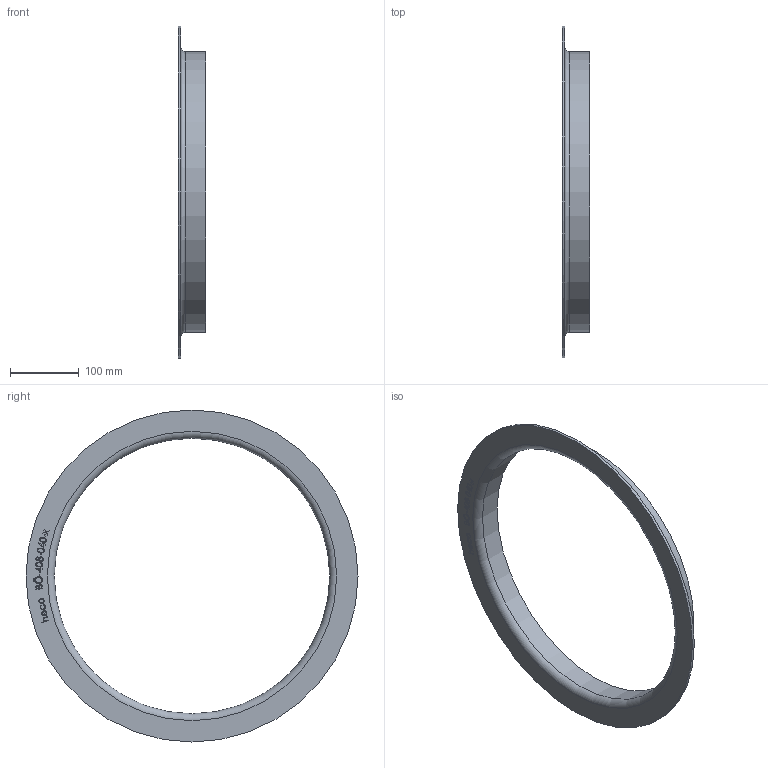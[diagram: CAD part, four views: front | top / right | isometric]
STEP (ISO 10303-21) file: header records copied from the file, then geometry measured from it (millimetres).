
FILE_DESCRIPTION (( 'STEP AP214' ), '1' );
FILE_NAME ('BÖ-408-040-x Vorschweissbördel 2012.STEP', '2020-12-07T10:57:10', ( '' ), ( '' ), 'SwSTEP 2.0', 'SolidWorks 2019', '' );
FILE_SCHEMA (( 'AUTOMOTIVE_DESIGN' ));
Length unit declared in the file: millimetre
Products named in the file (1): BÖ-408-040-x Vorschweissbördel 2012
Bounding box: 40 x 482 x 482 mm (x, y, z)
Volume: 392665.5 mm3; surface area: 207462.3 mm2
Topology: 1 solids, 1 shells, 214 faces, 541 edges, 360 vertices
Faces by surface type: plane 105, bspline 104, cylinder 3, torus 2
Full cylindrical faces by diameter (mm): 400 x1, 408 x1, 482 x1
Entity records: 14684 total; most frequent: CARTESIAN_POINT 8079, ORIENTED_EDGE 1072, DIRECTION 558, EDGE_CURVE 536, VERTEX_POINT 360, VECTOR 320, LINE 320, EDGE_LOOP 252
